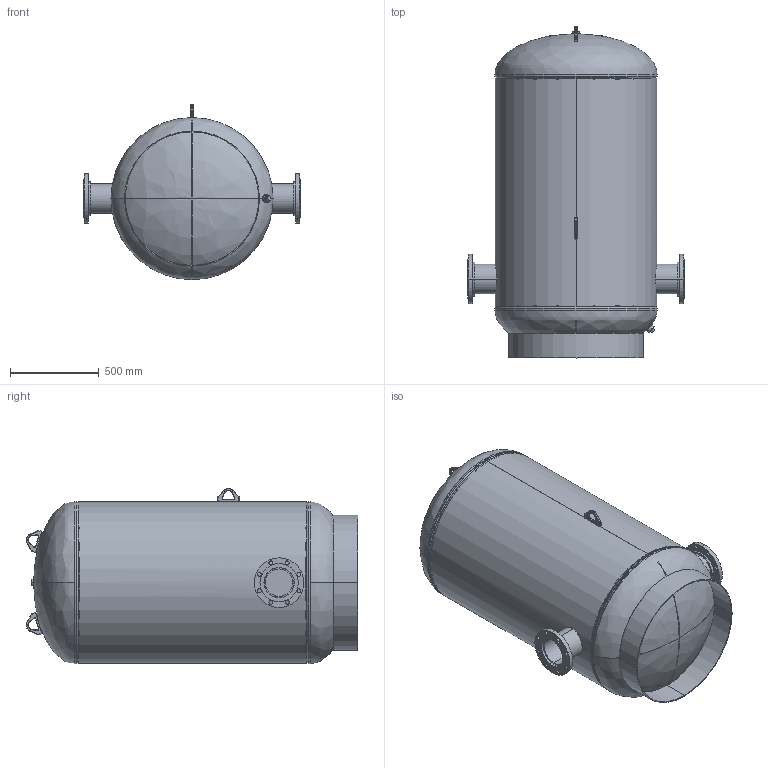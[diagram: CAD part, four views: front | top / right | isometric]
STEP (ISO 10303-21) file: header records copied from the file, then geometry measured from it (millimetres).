
FILE_DESCRIPTION (( 'STEP AP203' ), '1' );
FILE_NAME ('CBT-300-6F.STEP', '2021-03-22T15:11:25', ( '' ), ( '' ), 'SwSTEP 2.0', 'SolidWorks 2021', '' );
FILE_SCHEMA (( 'CONFIG_CONTROL_DESIGN' ));
Length unit declared in the file: inch
Products named in the file (14): 99B2020; 9200210; PLUGS_9500150; 55K0266; 55A0621_default; 9455036; 99Q0648; SORF FLANGES ASME B16.5_6 150# SA-105; 9500040; CBT-300-6F; 9500050; 9301110_6.125; 9400542
Assembly tree (27 placements, depth 3):
  CBT-300-6F
    99B2020
    9200210
    9200210
    9500040
    9500050
    PLUGS_9500150
    55A0621_default  x2
      9301110_6.125
      SORF FLANGES ASME B16.5_6 150# SA-105
    9455036
    55K0266  x12
    9400542  x3
    99Q0648
Bounding box: 1219.2 x 1871.74 x 989.13 mm (x, y, z)
Volume: 33061395.1 mm3; surface area: 14919639.9 mm2
Topology: 27 solids, 27 shells, 459 faces, 1034 edges, 630 vertices
Faces by surface type: cylinder 193, plane 152, torus 76, cone 24, bspline 14
Entity records: 12538 total; most frequent: CARTESIAN_POINT 5123, DIRECTION 1290, ORIENTED_EDGE 1068, AXIS2_PLACEMENT_3D 538, EDGE_CURVE 534, VERTEX_POINT 326, CIRCLE 286, EDGE_LOOP 272
